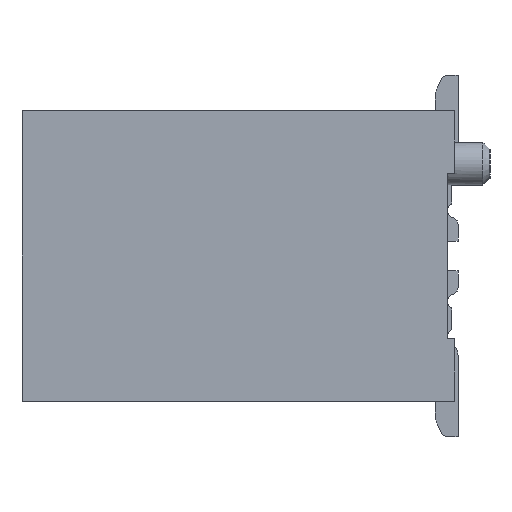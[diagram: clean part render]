
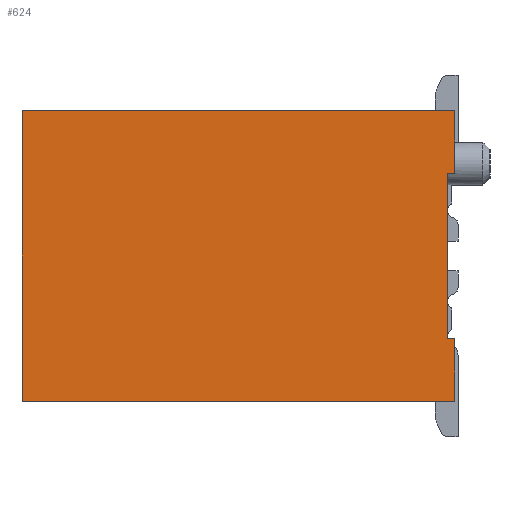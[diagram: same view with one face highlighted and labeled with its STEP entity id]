
A CAD part, left-side view. The second image highlights one B-rep face of the part: STEP entity #624.
In plain terms, the highlighted planar face has unit normal (-1, 0, 0).
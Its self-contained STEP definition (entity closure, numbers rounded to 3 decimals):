
#37=CARTESIAN_POINT('',(0.,0.6,-3.215));
#38=VERTEX_POINT('',#37);
#45=CARTESIAN_POINT('',(0.,0.6,-4.1));
#46=VERTEX_POINT('',#45);
#47=CARTESIAN_POINT('',(0.,0.6,-3.215));
#48=DIRECTION('',(0.,0.,-1.));
#49=VECTOR('',#48,0.885);
#50=LINE('',#47,#49);
#51=EDGE_CURVE('',#38,#46,#50,.T.);
#426=CARTESIAN_POINT('',(0.,0.7,-3.215));
#427=VERTEX_POINT('',#426);
#434=CARTESIAN_POINT('',(0.,0.7,-3.215));
#435=DIRECTION('',(0.,-1.,0.));
#436=VECTOR('',#435,0.1);
#437=LINE('',#434,#436);
#438=EDGE_CURVE('',#427,#38,#437,.T.);
#569=CARTESIAN_POINT('',(0.,0.6,-4.1));
#570=DIRECTION('',(0.,0.,1.));
#571=DIRECTION('',(-1.,0.,0.));
#572=AXIS2_PLACEMENT_3D('',#569,#571,#570);
#573=PLANE('',#572);
#574=CARTESIAN_POINT('',(0.,0.7,-0.885));
#575=VERTEX_POINT('',#574);
#576=CARTESIAN_POINT('',(0.,0.6,-0.885));
#577=VERTEX_POINT('',#576);
#578=CARTESIAN_POINT('',(0.,0.7,-0.885));
#579=DIRECTION('',(0.,-1.,0.));
#580=VECTOR('',#579,0.1);
#581=LINE('',#578,#580);
#582=EDGE_CURVE('',#575,#577,#581,.T.);
#583=ORIENTED_EDGE('',*,*,#582,.T.);
#584=CARTESIAN_POINT('',(0.,0.6,0.));
#585=VERTEX_POINT('',#584);
#586=CARTESIAN_POINT('',(0.,0.6,-0.885));
#587=DIRECTION('',(0.,0.,1.));
#588=VECTOR('',#587,0.885);
#589=LINE('',#586,#588);
#590=EDGE_CURVE('',#577,#585,#589,.T.);
#591=ORIENTED_EDGE('',*,*,#590,.T.);
#592=CARTESIAN_POINT('',(0.,6.7,0.));
#593=VERTEX_POINT('',#592);
#594=CARTESIAN_POINT('',(0.,0.6,0.));
#595=DIRECTION('',(0.,1.,0.));
#596=VECTOR('',#595,6.1);
#597=LINE('',#594,#596);
#598=EDGE_CURVE('',#585,#593,#597,.T.);
#599=ORIENTED_EDGE('',*,*,#598,.T.);
#600=CARTESIAN_POINT('',(0.,6.7,-4.1));
#601=VERTEX_POINT('',#600);
#602=CARTESIAN_POINT('',(0.,6.7,0.));
#603=DIRECTION('',(0.,0.,-1.));
#604=VECTOR('',#603,4.1);
#605=LINE('',#602,#604);
#606=EDGE_CURVE('',#593,#601,#605,.T.);
#607=ORIENTED_EDGE('',*,*,#606,.T.);
#608=CARTESIAN_POINT('',(0.,6.7,-4.1));
#609=DIRECTION('',(0.,-1.,0.));
#610=VECTOR('',#609,6.1);
#611=LINE('',#608,#610);
#612=EDGE_CURVE('',#601,#46,#611,.T.);
#613=ORIENTED_EDGE('',*,*,#612,.T.);
#614=ORIENTED_EDGE('',*,*,#51,.F.);
#615=ORIENTED_EDGE('',*,*,#438,.F.);
#616=CARTESIAN_POINT('',(0.,0.7,-3.215));
#617=DIRECTION('',(0.,0.,1.));
#618=VECTOR('',#617,2.33);
#619=LINE('',#616,#618);
#620=EDGE_CURVE('',#427,#575,#619,.T.);
#621=ORIENTED_EDGE('',*,*,#620,.T.);
#622=EDGE_LOOP('',(#583,#591,#599,#607,#613,#614,#615,#621));
#623=FACE_OUTER_BOUND('',#622,.T.);
#624=ADVANCED_FACE('',(#623),#573,.T.);
